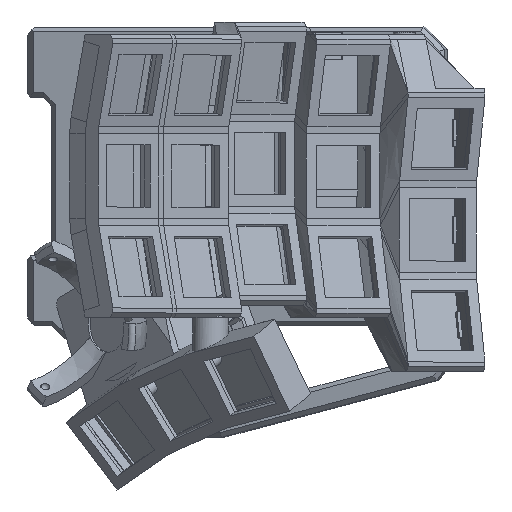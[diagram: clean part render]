
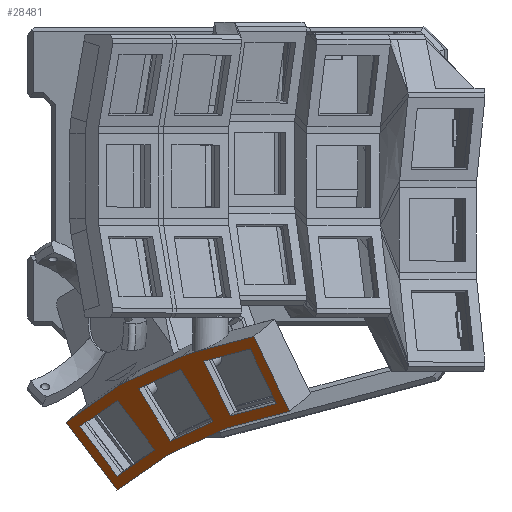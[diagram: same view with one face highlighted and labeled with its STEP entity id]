
A CAD part, top view. The second image highlights one B-rep face of the part: STEP entity #28481.
In plain terms, the highlighted face is planar.
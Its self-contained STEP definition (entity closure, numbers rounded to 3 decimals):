
#622=FACE_BOUND('',#4980,.T.);
#623=FACE_BOUND('',#4981,.T.);
#624=FACE_BOUND('',#4982,.T.);
#1751=PLANE('',#30409);
#3285=FACE_OUTER_BOUND('',#4979,.T.);
#4979=EDGE_LOOP('',(#25964,#25965,#25966,#25967,#25968,#25969,#25970,#25971,
#25972,#25973));
#4980=EDGE_LOOP('',(#25974,#25975,#25976,#25977));
#4981=EDGE_LOOP('',(#25978,#25979,#25980,#25981));
#4982=EDGE_LOOP('',(#25982,#25983,#25984,#25985));
#8148=LINE('',#48136,#11603);
#8152=LINE('',#48144,#11607);
#8195=LINE('',#48268,#11650);
#8200=LINE('',#48280,#11655);
#8236=LINE('',#48382,#11691);
#8261=LINE('',#48431,#11716);
#8289=LINE('',#48483,#11744);
#8290=LINE('',#48486,#11745);
#8292=LINE('',#48490,#11747);
#8293=LINE('',#48492,#11748);
#8294=LINE('',#48494,#11749);
#8295=LINE('',#48496,#11750);
#8296=LINE('',#48498,#11751);
#8297=LINE('',#48499,#11752);
#8298=LINE('',#48500,#11753);
#8299=LINE('',#48502,#11754);
#8300=LINE('',#48504,#11755);
#8301=LINE('',#48505,#11756);
#8302=LINE('',#48508,#11757);
#8303=LINE('',#48510,#11758);
#8304=LINE('',#48512,#11759);
#8305=LINE('',#48513,#11760);
#11603=VECTOR('',#36663,10.);
#11607=VECTOR('',#36669,10.);
#11650=VECTOR('',#36784,10.);
#11655=VECTOR('',#36797,10.);
#11691=VECTOR('',#36883,10.);
#11716=VECTOR('',#36924,10.);
#11744=VECTOR('',#36962,10.);
#11745=VECTOR('',#36965,10.);
#11747=VECTOR('',#36969,10.);
#11748=VECTOR('',#36970,10.);
#11749=VECTOR('',#36971,10.);
#11750=VECTOR('',#36972,10.);
#11751=VECTOR('',#36973,10.);
#11752=VECTOR('',#36974,10.);
#11753=VECTOR('',#36975,10.);
#11754=VECTOR('',#36976,10.);
#11755=VECTOR('',#36977,10.);
#11756=VECTOR('',#36978,10.);
#11757=VECTOR('',#36979,10.);
#11758=VECTOR('',#36980,10.);
#11759=VECTOR('',#36981,10.);
#11760=VECTOR('',#36982,10.);
#14591=VERTEX_POINT('',#48134);
#14592=VERTEX_POINT('',#48135);
#14595=VERTEX_POINT('',#48143);
#14639=VERTEX_POINT('',#48265);
#14640=VERTEX_POINT('',#48267);
#14643=VERTEX_POINT('',#48278);
#14678=VERTEX_POINT('',#48381);
#14691=VERTEX_POINT('',#48424);
#14694=VERTEX_POINT('',#48429);
#14713=VERTEX_POINT('',#48481);
#14714=VERTEX_POINT('',#48485);
#14715=VERTEX_POINT('',#48489);
#14716=VERTEX_POINT('',#48491);
#14717=VERTEX_POINT('',#48493);
#14718=VERTEX_POINT('',#48495);
#14719=VERTEX_POINT('',#48497);
#14720=VERTEX_POINT('',#48501);
#14721=VERTEX_POINT('',#48503);
#14722=VERTEX_POINT('',#48506);
#14723=VERTEX_POINT('',#48507);
#14724=VERTEX_POINT('',#48509);
#14725=VERTEX_POINT('',#48511);
#18368=EDGE_CURVE('',#14591,#14592,#8148,.T.);
#18372=EDGE_CURVE('',#14592,#14595,#8152,.T.);
#18432=EDGE_CURVE('',#14639,#14640,#8195,.T.);
#18439=EDGE_CURVE('',#14639,#14643,#8200,.T.);
#18488=EDGE_CURVE('',#14678,#14591,#8236,.T.);
#18513=EDGE_CURVE('',#14691,#14694,#8261,.T.);
#18541=EDGE_CURVE('',#14640,#14713,#8289,.T.);
#18542=EDGE_CURVE('',#14713,#14714,#8290,.T.);
#18544=EDGE_CURVE('',#14715,#14643,#8292,.T.);
#18545=EDGE_CURVE('',#14716,#14715,#8293,.T.);
#18546=EDGE_CURVE('',#14717,#14716,#8294,.T.);
#18547=EDGE_CURVE('',#14718,#14717,#8295,.T.);
#18548=EDGE_CURVE('',#14719,#14718,#8296,.T.);
#18549=EDGE_CURVE('',#14714,#14719,#8297,.T.);
#18550=EDGE_CURVE('',#14595,#14678,#8298,.T.);
#18551=EDGE_CURVE('',#14720,#14691,#8299,.T.);
#18552=EDGE_CURVE('',#14694,#14721,#8300,.T.);
#18553=EDGE_CURVE('',#14721,#14720,#8301,.T.);
#18554=EDGE_CURVE('',#14722,#14723,#8302,.T.);
#18555=EDGE_CURVE('',#14723,#14724,#8303,.T.);
#18556=EDGE_CURVE('',#14724,#14725,#8304,.T.);
#18557=EDGE_CURVE('',#14725,#14722,#8305,.T.);
#25964=ORIENTED_EDGE('',*,*,#18542,.F.);
#25965=ORIENTED_EDGE('',*,*,#18541,.F.);
#25966=ORIENTED_EDGE('',*,*,#18432,.F.);
#25967=ORIENTED_EDGE('',*,*,#18439,.T.);
#25968=ORIENTED_EDGE('',*,*,#18544,.F.);
#25969=ORIENTED_EDGE('',*,*,#18545,.F.);
#25970=ORIENTED_EDGE('',*,*,#18546,.F.);
#25971=ORIENTED_EDGE('',*,*,#18547,.F.);
#25972=ORIENTED_EDGE('',*,*,#18548,.F.);
#25973=ORIENTED_EDGE('',*,*,#18549,.F.);
#25974=ORIENTED_EDGE('',*,*,#18550,.T.);
#25975=ORIENTED_EDGE('',*,*,#18488,.T.);
#25976=ORIENTED_EDGE('',*,*,#18368,.T.);
#25977=ORIENTED_EDGE('',*,*,#18372,.T.);
#25978=ORIENTED_EDGE('',*,*,#18551,.T.);
#25979=ORIENTED_EDGE('',*,*,#18513,.T.);
#25980=ORIENTED_EDGE('',*,*,#18552,.T.);
#25981=ORIENTED_EDGE('',*,*,#18553,.T.);
#25982=ORIENTED_EDGE('',*,*,#18554,.T.);
#25983=ORIENTED_EDGE('',*,*,#18555,.T.);
#25984=ORIENTED_EDGE('',*,*,#18556,.T.);
#25985=ORIENTED_EDGE('',*,*,#18557,.T.);
#28481=ADVANCED_FACE('',(#3285,#622,#623,#624),#1751,.T.);
#30409=AXIS2_PLACEMENT_3D('',#48488,#36967,#36968);
#36663=DIRECTION('',(0.966,-0.259,0.));
#36669=DIRECTION('',(-0.259,-0.966,0.));
#36784=DIRECTION('',(0.966,-0.259,0.));
#36797=DIRECTION('',(-0.981,0.195,0.));
#36883=DIRECTION('',(0.259,0.966,0.));
#36924=DIRECTION('',(0.991,-0.131,0.));
#36962=DIRECTION('',(-0.259,-0.966,0.));
#36965=DIRECTION('',(-0.966,0.259,0.));
#36967=DIRECTION('center_axis',(0.,0.,1.));
#36968=DIRECTION('ref_axis',(0.991,-0.131,0.));
#36969=DIRECTION('',(0.991,-0.131,0.));
#36970=DIRECTION('',(0.998,-0.065,0.));
#36971=DIRECTION('',(1.,0.,0.));
#36972=DIRECTION('',(0.,1.,0.));
#36973=DIRECTION('',(-1.,0.,0.));
#36974=DIRECTION('',(-0.991,0.131,0.));
#36975=DIRECTION('',(-0.966,0.259,0.));
#36976=DIRECTION('',(0.131,0.991,0.));
#36977=DIRECTION('',(-0.131,-0.991,0.));
#36978=DIRECTION('',(-0.991,0.131,0.));
#36979=DIRECTION('',(1.,0.,0.));
#36980=DIRECTION('',(0.,-1.,0.));
#36981=DIRECTION('',(-1.,0.,0.));
#36982=DIRECTION('',(0.,1.,0.));
#48134=CARTESIAN_POINT('',(-56.693,-71.719,1.299));
#48135=CARTESIAN_POINT('',(-43.267,-75.316,1.299));
#48136=CARTESIAN_POINT('',(-56.693,-71.719,1.299));
#48143=CARTESIAN_POINT('',(-46.864,-88.743,1.299));
#48144=CARTESIAN_POINT('',(-43.267,-75.316,1.299));
#48265=CARTESIAN_POINT('',(-58.496,-68.596,1.299));
#48267=CARTESIAN_POINT('',(-40.144,-73.513,1.299));
#48268=CARTESIAN_POINT('',(-58.496,-68.596,1.299));
#48278=CARTESIAN_POINT('',(-60.934,-68.111,1.299));
#48280=CARTESIAN_POINT('',(-58.496,-68.596,1.299));
#48381=CARTESIAN_POINT('',(-60.291,-85.145,1.299));
#48382=CARTESIAN_POINT('',(-60.291,-85.145,1.299));
#48424=CARTESIAN_POINT('',(-77.576,-68.492,1.299));
#48429=CARTESIAN_POINT('',(-63.795,-70.306,1.299));
#48431=CARTESIAN_POINT('',(-77.576,-68.492,1.299));
#48481=CARTESIAN_POINT('',(-45.061,-91.866,1.299));
#48483=CARTESIAN_POINT('',(-40.144,-73.513,1.299));
#48485=CARTESIAN_POINT('',(-63.414,-86.948,1.299));
#48486=CARTESIAN_POINT('',(-45.061,-91.866,1.299));
#48488=CARTESIAN_POINT('Origin',(-71.593,-76.29,1.299));
#48489=CARTESIAN_POINT('',(-79.771,-65.631,1.299));
#48490=CARTESIAN_POINT('',(-79.771,-65.631,1.299));
#48491=CARTESIAN_POINT('',(-82.251,-65.468,1.299));
#48492=CARTESIAN_POINT('',(-82.251,-65.468,1.299));
#48493=CARTESIAN_POINT('',(-101.251,-65.468,1.299));
#48494=CARTESIAN_POINT('',(-101.251,-65.468,1.299));
#48495=CARTESIAN_POINT('',(-101.251,-84.468,1.299));
#48496=CARTESIAN_POINT('',(-101.251,-84.468,1.299));
#48497=CARTESIAN_POINT('',(-82.251,-84.468,1.299));
#48498=CARTESIAN_POINT('',(-82.251,-84.468,1.299));
#48499=CARTESIAN_POINT('',(-63.414,-86.948,1.299));
#48500=CARTESIAN_POINT('',(-46.864,-88.743,1.299));
#48501=CARTESIAN_POINT('',(-79.39,-82.273,1.299));
#48502=CARTESIAN_POINT('',(-79.39,-82.273,1.299));
#48503=CARTESIAN_POINT('',(-65.609,-84.087,1.299));
#48504=CARTESIAN_POINT('',(-63.795,-70.306,1.299));
#48505=CARTESIAN_POINT('',(-65.609,-84.087,1.299));
#48506=CARTESIAN_POINT('',(-98.701,-68.018,1.299));
#48507=CARTESIAN_POINT('',(-84.801,-68.018,1.299));
#48508=CARTESIAN_POINT('',(-98.701,-68.018,1.299));
#48509=CARTESIAN_POINT('',(-84.801,-81.918,1.299));
#48510=CARTESIAN_POINT('',(-84.801,-68.018,1.299));
#48511=CARTESIAN_POINT('',(-98.701,-81.918,1.299));
#48512=CARTESIAN_POINT('',(-84.801,-81.918,1.299));
#48513=CARTESIAN_POINT('',(-98.701,-81.918,1.299));
